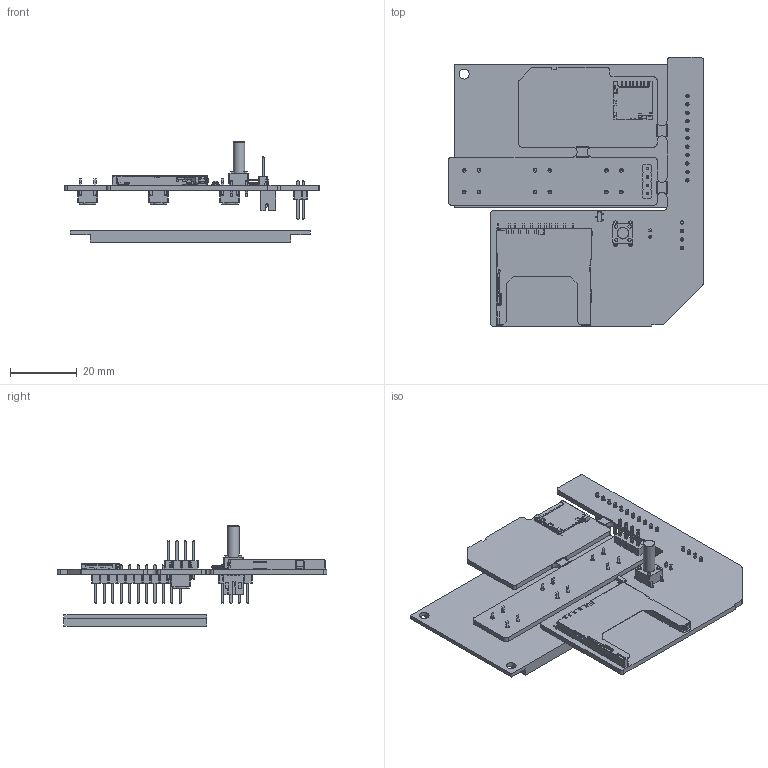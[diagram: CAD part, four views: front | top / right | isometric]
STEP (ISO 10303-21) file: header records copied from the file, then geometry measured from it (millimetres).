
FILE_DESCRIPTION(('KiCad electronic assembly'),'2;1');
FILE_NAME('ultraterm.step','2025-06-27T16:23:50',('Pcbnew'),('Kicad'), 'Open CASCADE STEP processor 7.8','KiCad to STEP converter','Unknown' );
FILE_SCHEMA(('AUTOMOTIVE_DESIGN { 1 0 10303 214 1 1 1 1 }'));
Length unit declared in the file: millimetre
Products named in the file (12): ultraterm 1; PinHeader_1x04_P2.54mm_Vertical; microSD_HC_Hirose_DM3D-SF; SD_Kyocera_145638009511859+; SW_PUSH_6mm_H13mm; SOT-23; SW_PUSH_6mm; JST_PH_B2B-PH-K_1x02_P2.00mm_Vertical; PinHeader_1x11_P2.54mm_Vertical; 240x320-2.4; ultraterm_PCB; ultraterm 2
Assembly tree (13 placements, depth 2):
  ultraterm 1
    PinHeader_1x04_P2.54mm_Vertical  x2
    microSD_HC_Hirose_DM3D-SF
    SD_Kyocera_145638009511859+
    SW_PUSH_6mm_H13mm
    SOT-23
    SW_PUSH_6mm  x3
    JST_PH_B2B-PH-K_1x02_P2.00mm_Vertical
    PinHeader_1x11_P2.54mm_Vertical
    240x320-2.4
    ultraterm_PCB
  ultraterm 2
Bounding box: 76.75 x 81 x 30.18 mm (x, y, z)
Volume: 18308.4 mm3; surface area: 21691.3 mm2
Topology: 16 solids, 16 shells, 2246 faces, 6061 edges, 3901 vertices
Faces by surface type: plane 1766, cylinder 426, bspline 42, cone 8, torus 4
Full cylindrical faces by diameter (mm): 0.5 x30, 0.75 x2, 1 x35, 1.1 x16, 1.5 x2, 3 x4, 3.5 x4
Entity records: 72542 total; most frequent: CARTESIAN_POINT 15947, ORIENTED_EDGE 10528, DIRECTION 9426, EDGE_CURVE 5263, LINE 4350, VECTOR 4350, VERTEX_POINT 3395, AXIS2_PLACEMENT_3D 2538
